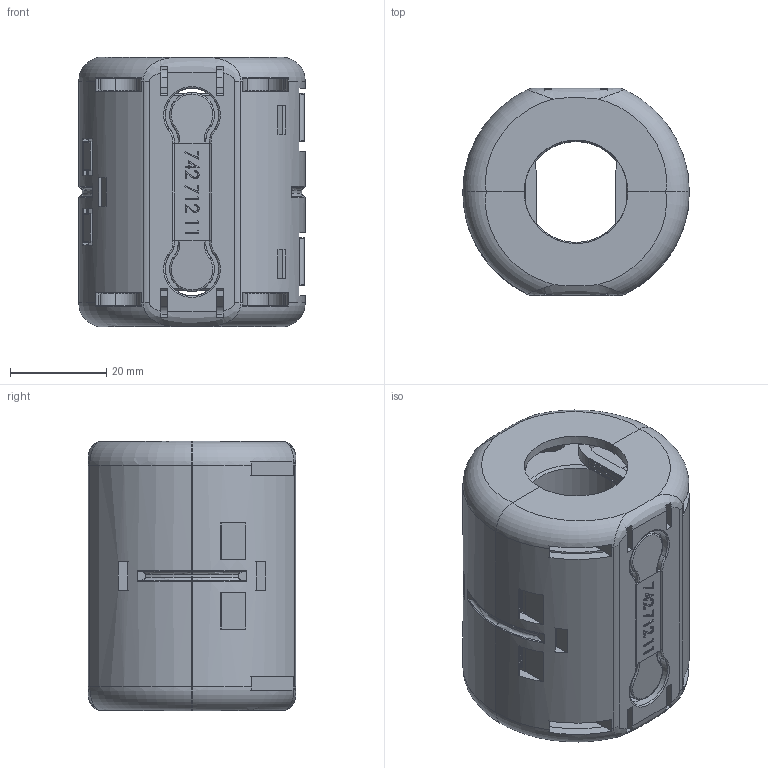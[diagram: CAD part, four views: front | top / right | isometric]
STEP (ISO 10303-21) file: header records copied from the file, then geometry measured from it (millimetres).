
FILE_DESCRIPTION( ( 'Unknown' ), '1' );
FILE_NAME( '74271211.stp', 'Unknown', ( 'Unknown' ), ( 'Unknown' ), 'PSStep 19.0.9', 'Unknown', ' ' );
FILE_SCHEMA( ( 'AUTOMOTIVE_DESIGN { 1 0 10303 214 1 1 1 1 }' ) );
Length unit declared in the file: millimetre
Products named in the file (7): Schanier_Konfigurations-Name; Mittelteil_Konfigurations-Name; Schanier_Bogen_geschlossen; Assem1; Ferritkern B_Konfigurations-Name_0; 74271211_Version_B_buttom; 74271211_Version_B_top
Assembly tree (9 placements, depth 3):
  Assem1
    Ferritkern B_Konfigurations-Name_0  x2
    74271211_Version_B_buttom
    74271211_Version_B_top
    Schanier_Konfigurations-Name  x2
      Mittelteil_Konfigurations-Name
      Schanier_Bogen_geschlossen
Bounding box: 47 x 43 x 56 mm (x, y, z)
Volume: 56319.4 mm3; surface area: 35301.8 mm2
Topology: 10 solids, 10 shells, 1488 faces, 4183 edges, 2738 vertices
Faces by surface type: plane 1002, cylinder 215, bspline 94, extrusion 75, torus 52, cone 38, sphere 12
Full cylindrical faces by diameter (mm): 0.253 x2, 0.78 x5, 1.7 x1, 2.5 x4, 3 x2, 4 x4
Entity records: 65308 total; most frequent: CARTESIAN_POINT 19509, ORIENTED_EDGE 7668, DIRECTION 6491, EDGE_CURVE 3834, VECTOR 2713, LINE 2638, VERTEX_POINT 2527, AXIS2_PLACEMENT_3D 1889
